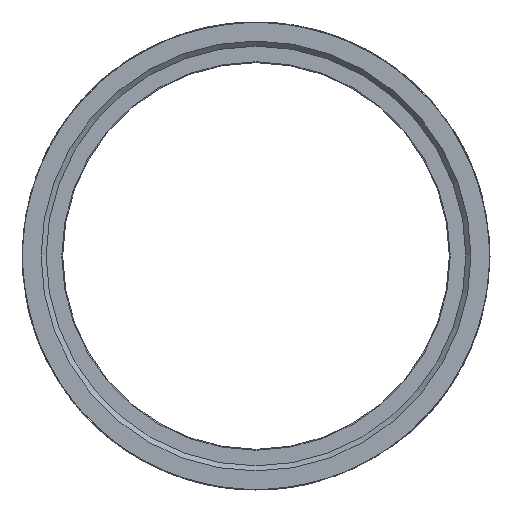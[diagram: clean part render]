
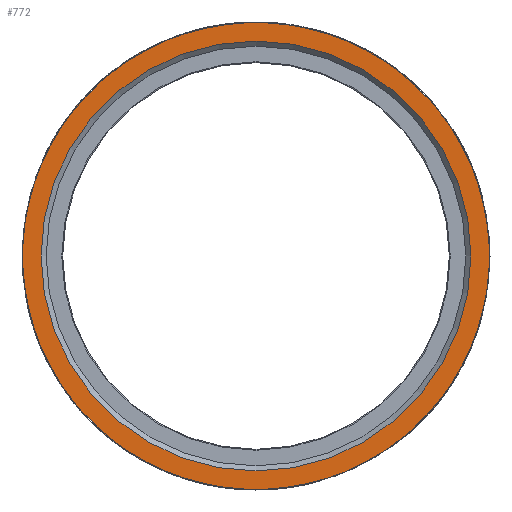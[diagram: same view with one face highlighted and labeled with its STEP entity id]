
A CAD part, left-side view. The second image highlights one B-rep face of the part: STEP entity #772.
In plain terms, the highlighted planar face has unit normal (-1, 0, 0).
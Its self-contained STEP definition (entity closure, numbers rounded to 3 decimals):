
#772=ADVANCED_FACE('',(#910,#911),#897,.F.);
#897=PLANE('',#3558);
#910=FACE_BOUND('',#1107,.T.);
#911=FACE_BOUND('',#1108,.T.);
#1107=EDGE_LOOP('',(#1363));
#1108=EDGE_LOOP('',(#1364));
#1363=ORIENTED_EDGE('',*,*,#2961,.T.);
#1364=ORIENTED_EDGE('',*,*,#2960,.T.);
#2426=VERTEX_POINT('',#4118);
#2427=VERTEX_POINT('',#4121);
#2960=EDGE_CURVE('',#2426,#2426,#3494,.T.);
#2961=EDGE_CURVE('',#2427,#2427,#3495,.T.);
#3494=CIRCLE('',#3555,23.);
#3495=CIRCLE('',#3557,21.125);
#3555=AXIS2_PLACEMENT_3D('',#4117,#3752,#3753);
#3557=AXIS2_PLACEMENT_3D('',#4120,#3756,#3757);
#3558=AXIS2_PLACEMENT_3D('',#4122,#3758,#3759);
#3752=DIRECTION('',(-1.,0.,0.));
#3753=DIRECTION('',(0.,0.,1.));
#3756=DIRECTION('',(1.,0.,0.));
#3757=DIRECTION('',(0.,0.,-1.));
#3758=DIRECTION('',(1.,0.,0.));
#3759=DIRECTION('',(0.,0.,-1.));
#4117=CARTESIAN_POINT('',(0.,0.,0.));
#4118=CARTESIAN_POINT('',(0.,0.,23.));
#4120=CARTESIAN_POINT('',(0.,0.,0.));
#4121=CARTESIAN_POINT('',(0.,0.,-21.125));
#4122=CARTESIAN_POINT('',(0.,23.,0.));
